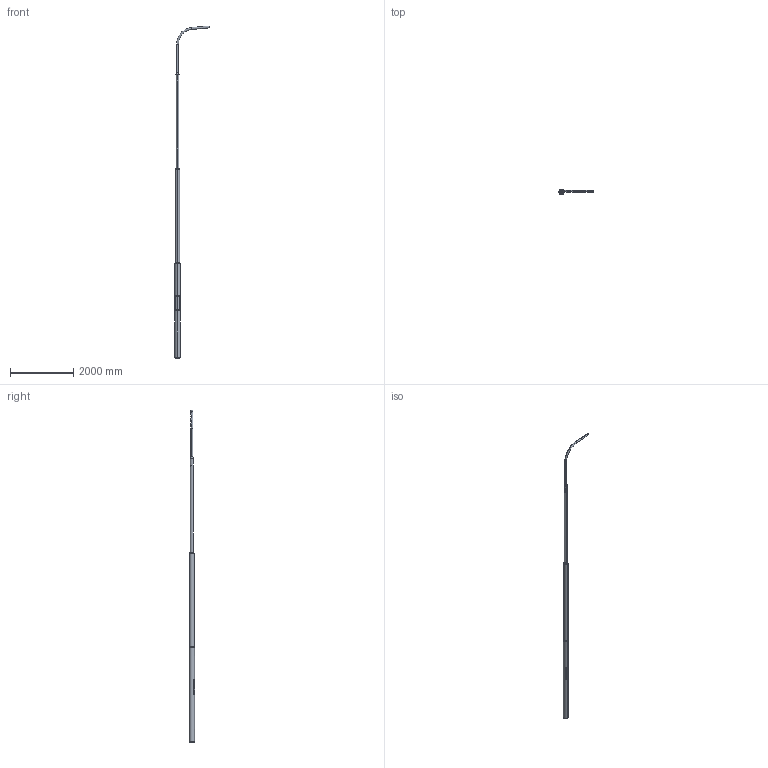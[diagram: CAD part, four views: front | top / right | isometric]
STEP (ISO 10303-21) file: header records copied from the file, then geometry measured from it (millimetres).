
FILE_DESCRIPTION (( 'STEP AP214' ), '1' );
FILE_NAME ('110430KGXS P110B110O 4608124 P-VARTINEN OLAKEPYLVÄS_3D.step', '2022-05-28T14:50:43', ( '' ), ( '' ), 'SwSTEP 2.0', 'SolidWorks 2021', '' );
FILE_SCHEMA (( 'AUTOMOTIVE_DESIGN' ));
Length unit declared in the file: millimetre
Products named in the file (15): 88,9X3,2 PY烼E鵬UTKI-LATVA_88,9X3,2 LATVAPUTKI-3000; 168,3X4,0 PYÖREÄPUTKI-TYVI_168 TYVIPUTKI TASALATVA-3000; 139,7X3,6 PYÖREÄPUTKI-VÄLI_139,7X3,6 VŽLIPUTKI-3000; 110430KGXS P110B110O 4608124 P-VARTINEN OLAKEPYLVÄS_3D; OLAKERUNKO_B110O; KYTKENTÄAUKON LATTARAUTA_LATTA 4X20X120; socket set screw cone point_din_DIN 914 - M10 x 25-N; P-OLAKEVARSI_P110BO; P-OLAKEVARREN AIHIO_P110BO; socket set screw cone point_din_DIN 914 - M10 x 20-N; OLAKEVARREN LATTA_LATTA 3X9,5X200; LATTA 5X16X460 KYTKENTÄAUKON VAHVIKE_C 1; socket head cap screw_din_DIN 912 M6 x 16 --- 16N; YKSI R_KYTKENTÄAUKON LUUKKU_LUUKKU D168,3; SOVITERENGAS OLAKEVARSI_SOVITERENGAS D60-D89
Assembly tree (22 placements, depth 3):
  110430KGXS P110B110O 4608124 P-VARTINEN OLAKEPYLVÄS_3D
    OLAKERUNKO_B110O
      168,3X4,0 PYÖREÄPUTKI-TYVI_168 TYVIPUTKI TASALATVA-3000
      139,7X3,6 PYÖREÄPUTKI-VÄLI_139,7X3,6 VŽLIPUTKI-3000
      88,9X3,2 PY烼E鵬UTKI-LATVA_88,9X3,2 LATVAPUTKI-3000
      socket set screw cone point_din_DIN 914 - M10 x 25-N
      socket set screw cone point_din_DIN 914 - M10 x 20-N  x2
      YKSI R_KYTKENTÄAUKON LUUKKU_LUUKKU D168,3
      socket head cap screw_din_DIN 912 M6 x 16 --- 16N  x4
      KYTKENTÄAUKON LATTARAUTA_LATTA 4X20X120  x2
      LATTA 5X16X460 KYTKENTÄAUKON VAHVIKE_C 1  x2
    P-OLAKEVARSI_P110BO
      P-OLAKEVARREN AIHIO_P110BO
      SOVITERENGAS OLAKEVARSI_SOVITERENGAS D60-D89
      OLAKEVARREN LATTA_LATTA 3X9,5X200  x3
Bounding box: 1086.78 x 175.8 x 10530.04 mm (x, y, z)
Volume: 14812661.2 mm3; surface area: 8354886.2 mm2
Topology: 20 solids, 20 shells, 322 faces, 754 edges, 464 vertices
Faces by surface type: plane 158, cylinder 84, cone 56, torus 22, bspline 2
Entity records: 8342 total; most frequent: CARTESIAN_POINT 2928, DIRECTION 1024, ORIENTED_EDGE 984, EDGE_CURVE 492, AXIS2_PLACEMENT_3D 383, VERTEX_POINT 309, LINE 258, VECTOR 258
